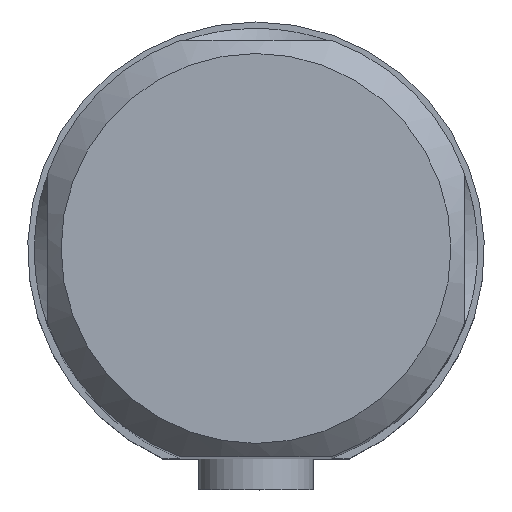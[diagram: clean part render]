
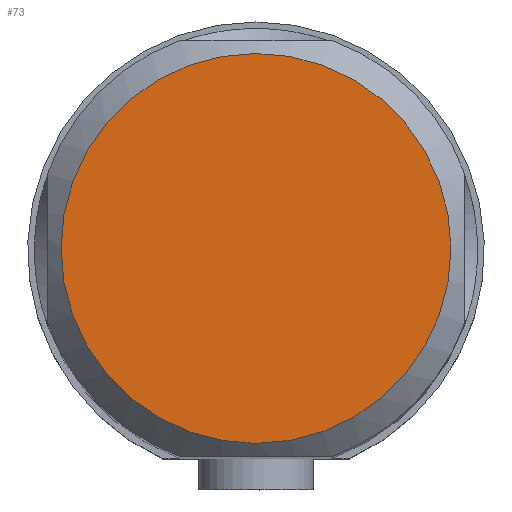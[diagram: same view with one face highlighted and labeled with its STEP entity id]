
A CAD part, top view. The second image highlights one B-rep face of the part: STEP entity #73.
In plain terms, the highlighted planar face has unit normal (0, 0, 1).
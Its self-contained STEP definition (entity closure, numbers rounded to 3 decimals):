
#50=FACE_OUTER_BOUND('',#159,.T.);
#73=ADVANCED_FACE('',(#50),#95,.F.);
#95=PLANE('',#497);
#118=CIRCLE('',#494,21.99);
#159=EDGE_LOOP('',(#248));
#248=ORIENTED_EDGE('',*,*,#388,.F.);
#339=VERTEX_POINT('',#778);
#388=EDGE_CURVE('',#339,#339,#118,.T.);
#494=AXIS2_PLACEMENT_3D('',#777,#588,#589);
#497=AXIS2_PLACEMENT_3D('',#781,#594,#595);
#588=DIRECTION('',(0.,0.,-1.));
#589=DIRECTION('',(-1.,0.,0.));
#594=DIRECTION('',(0.,0.,-1.));
#595=DIRECTION('',(1.,0.,0.));
#777=CARTESIAN_POINT('',(0.,0.,120.15));
#778=CARTESIAN_POINT('',(-21.99,0.,120.15));
#781=CARTESIAN_POINT('',(0.,0.,120.15));
